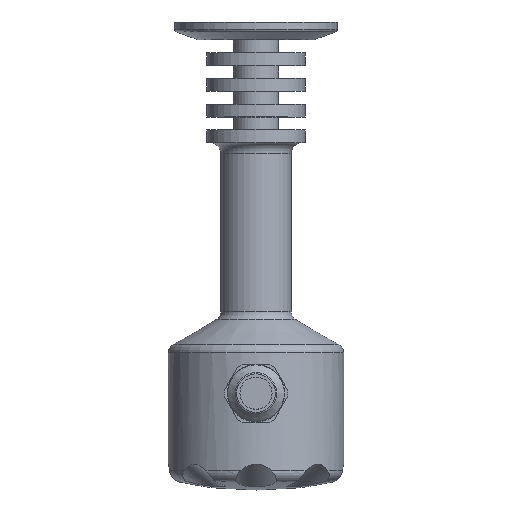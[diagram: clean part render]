
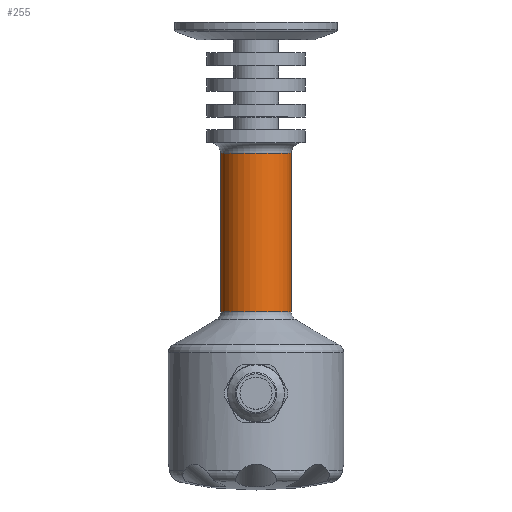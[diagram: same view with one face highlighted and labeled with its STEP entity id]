
A CAD part, top view. The second image highlights one B-rep face of the part: STEP entity #255.
In plain terms, the highlighted cylindrical face has radius 11 mm (diameter 22 mm), a full revolution.
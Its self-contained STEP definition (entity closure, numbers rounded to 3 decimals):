
#255 = ADVANCED_FACE( '', ( #561, #562 ), #563, .T. );
#561 = FACE_OUTER_BOUND( '', #894, .T. );
#562 = FACE_OUTER_BOUND( '', #895, .T. );
#563 = CYLINDRICAL_SURFACE( '', #896, 11. );
#894 = EDGE_LOOP( '', ( #1526 ) );
#895 = EDGE_LOOP( '', ( #1527 ) );
#896 = AXIS2_PLACEMENT_3D( '', #1528, #1529, #1530 );
#1526 = ORIENTED_EDGE( '', *, *, #1746, .T. );
#1527 = ORIENTED_EDGE( '', *, *, #1776, .T. );
#1528 = CARTESIAN_POINT( '', ( 0., -43.95, 0. ) );
#1529 = DIRECTION( '', ( 0., 1., 0. ) );
#1530 = DIRECTION( '', ( 0., 0., -1. ) );
#1746 = EDGE_CURVE( '', #2047, #2047, #2048, .F. );
#1776 = EDGE_CURVE( '', #2097, #2097, #2098, .F. );
#2047 = VERTEX_POINT( '', #2553 );
#2048 = CIRCLE( '', #2554, 11. );
#2097 = VERTEX_POINT( '', #2698 );
#2098 = CIRCLE( '', #2699, 11. );
#2553 = CARTESIAN_POINT( '', ( 0., -40.7, 11. ) );
#2554 = AXIS2_PLACEMENT_3D( '', #3642, #3643, #3644 );
#2698 = CARTESIAN_POINT( '', ( 0., -89.968, -11. ) );
#2699 = AXIS2_PLACEMENT_3D( '', #3683, #3684, #3685 );
#3642 = CARTESIAN_POINT( '', ( 0., -40.7, 0. ) );
#3643 = DIRECTION( '', ( 0., 1., 0. ) );
#3644 = DIRECTION( '', ( 0., 0., 1. ) );
#3683 = CARTESIAN_POINT( '', ( 0., -89.968, 0. ) );
#3684 = DIRECTION( '', ( 0., -1., 0. ) );
#3685 = DIRECTION( '', ( 0., 0., -1. ) );
